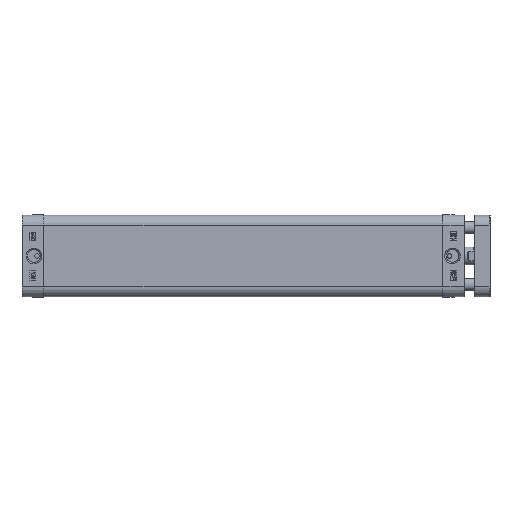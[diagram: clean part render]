
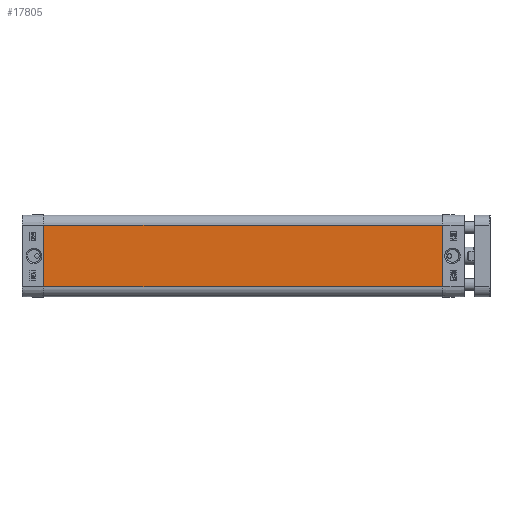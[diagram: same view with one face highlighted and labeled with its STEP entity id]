
A CAD part, left-side view. The second image highlights one B-rep face of the part: STEP entity #17805.
In plain terms, the highlighted planar face has unit normal (-1, 0, 0).
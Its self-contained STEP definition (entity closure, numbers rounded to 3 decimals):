
#14840=CARTESIAN_POINT('',(-27.25,-266.0,20.5));
#14841=VERTEX_POINT('',#14840);
#14849=CARTESIAN_POINT('',(-27.25,-266.0,-20.5));
#14850=VERTEX_POINT('',#14849);
#14851=CARTESIAN_POINT('',(-27.25,-266.0,-20.5));
#14852=DIRECTION('',(0.0,0.0,1.0));
#14853=VECTOR('',#14852,41.);
#14854=LINE('',#14851,#14853);
#14855=EDGE_CURVE('',#14850,#14841,#14854,.T.);
#17763=CARTESIAN_POINT('',(-27.25,0.0,-20.5));
#17764=VERTEX_POINT('',#17763);
#17765=CARTESIAN_POINT('',(-27.25,0.0,-20.5));
#17766=DIRECTION('',(0.0,-1.0,0.0));
#17767=VECTOR('',#17766,266.0);
#17768=LINE('',#17765,#17767);
#17769=EDGE_CURVE('',#17764,#14850,#17768,.T.);
#17782=CARTESIAN_POINT('',(-27.25,0.0,-20.5));
#17783=DIRECTION('',(-1.0,0.0,0.0));
#17784=DIRECTION('',(0.0,0.0,1.0));
#17785=AXIS2_PLACEMENT_3D('',#17782,#17783,#17784);
#17786=PLANE('',#17785);
#17787=ORIENTED_EDGE('',*,*,#14855,.T.);
#17788=CARTESIAN_POINT('',(-27.25,0.0,20.5));
#17789=VERTEX_POINT('',#17788);
#17790=CARTESIAN_POINT('',(-27.25,0.0,20.5));
#17791=DIRECTION('',(0.0,-1.0,0.0));
#17792=VECTOR('',#17791,266.0);
#17793=LINE('',#17790,#17792);
#17794=EDGE_CURVE('',#17789,#14841,#17793,.T.);
#17795=ORIENTED_EDGE('',*,*,#17794,.F.);
#17796=CARTESIAN_POINT('',(-27.25,0.0,-20.5));
#17797=DIRECTION('',(0.0,0.0,1.0));
#17798=VECTOR('',#17797,41.0);
#17799=LINE('',#17796,#17798);
#17800=EDGE_CURVE('',#17764,#17789,#17799,.T.);
#17801=ORIENTED_EDGE('',*,*,#17800,.F.);
#17802=ORIENTED_EDGE('',*,*,#17769,.T.);
#17803=EDGE_LOOP('',(#17787,#17795,#17801,#17802));
#17804=FACE_OUTER_BOUND('',#17803,.T.);
#17805=ADVANCED_FACE('',(#17804),#17786,.T.);
